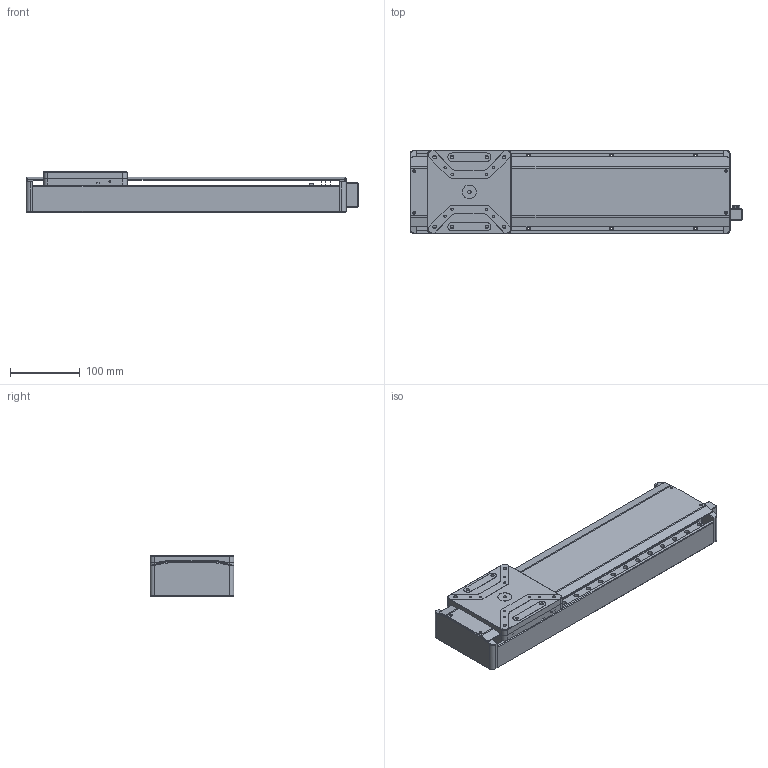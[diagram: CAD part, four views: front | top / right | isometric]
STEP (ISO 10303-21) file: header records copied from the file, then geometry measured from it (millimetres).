
FILE_DESCRIPTION (( 'STEP AP203' ), '1' );
FILE_NAME ('ETSF-300.STEP', '2020-09-10T08:02:07', ( '' ), ( '' ), 'SwSTEP 2.0', 'SolidWorks 2017', '' );
FILE_SCHEMA (( 'CONFIG_CONTROL_DESIGN' ));
Length unit declared in the file: millimetre
Products named in the file (1): ETSF-300
Bounding box: 477 x 120 x 58.5 mm (x, y, z)
Surface area: 248690.1 mm2 (no closed solid volume)
Topology: 0 solids, 75 shells, 504 faces, 1837 edges, 1401 vertices
Faces by surface type: plane 261, cylinder 209, bspline 22, cone 12
Entity records: 20529 total; most frequent: CARTESIAN_POINT 4711, DIRECTION 3373, ORIENTED_EDGE 2705, EDGE_CURVE 1819, VERTEX_POINT 1401, VECTOR 1183, LINE 1183, AXIS2_PLACEMENT_3D 1095
